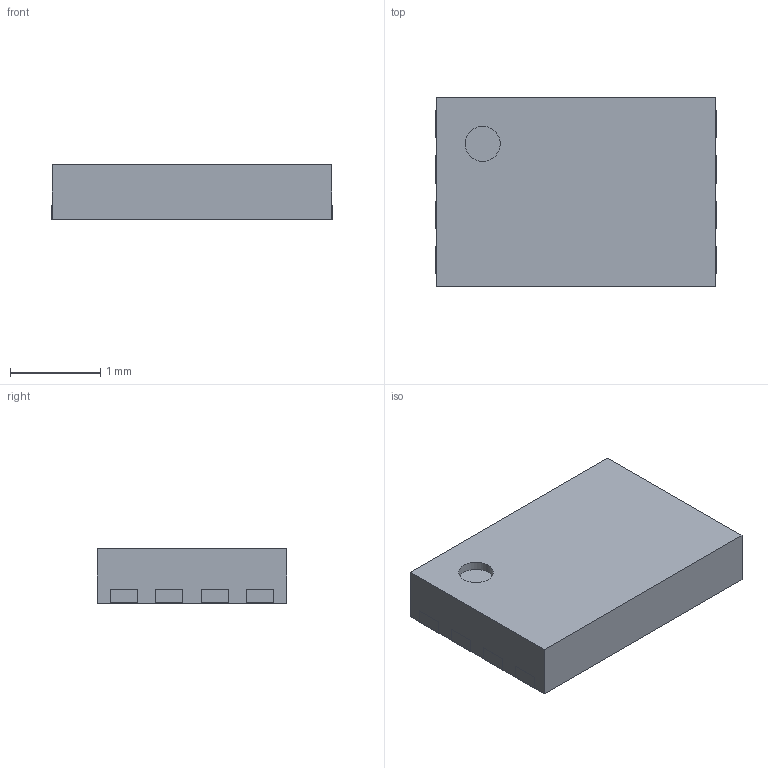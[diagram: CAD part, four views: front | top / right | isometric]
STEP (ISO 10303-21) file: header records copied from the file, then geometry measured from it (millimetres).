
FILE_DESCRIPTION(('Open CASCADE Model'),'2;1');
FILE_NAME('Open CASCADE Shape Model','2024-11-09T14:03:39',('Author'),( 'Open CASCADE'),'Open CASCADE STEP processor 7.5','Open CASCADE 7.5' ,'Unknown');
FILE_SCHEMA(('AUTOMOTIVE_DESIGN { 1 0 10303 214 1 1 1 1 }'));
Length unit declared in the file: millimetre
Products named in the file (8): PCB; Designator1; 10902353600; Open CASCADE STEP translator 7.5 14.1; Body; Open CASCADE STEP translator 7.5 14.2.1; Pin Shape; Open CASCADE STEP translator 7.5 14.3.1
Assembly tree (13 placements, depth 4):
  PCB
  Designator1
    10902353600
      Open CASCADE STEP translator 7.5 14.1
      Body
        Open CASCADE STEP translator 7.5 14.2.1
      Pin Shape  x8
        Open CASCADE STEP translator 7.5 14.3.1
Bounding box: 3.1 x 2.1 x 0.6 mm (x, y, z)
Volume: 3.9 mm3; surface area: 22.6 mm2
Topology: 9 solids, 10 shells, 121 faces, 240 edges, 139 vertices
Faces by surface type: plane 120, cylinder 1
Full cylindrical faces by diameter (mm): 0.388 x1
Entity records: 779 total; most frequent: DIRECTION 121, CARTESIAN_POINT 108, ORIENTED_EDGE 87, EDGE_CURVE 44, LINE 41, VECTOR 41, AXIS2_PLACEMENT_3D 40, VERTEX_POINT 27
